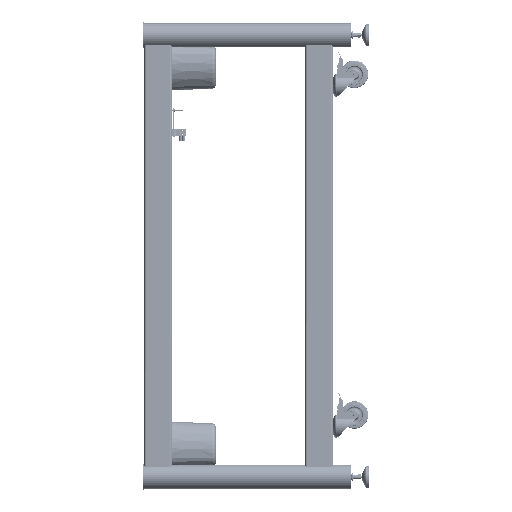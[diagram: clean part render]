
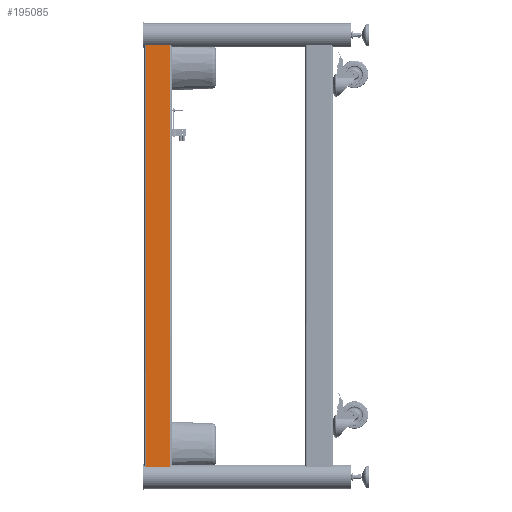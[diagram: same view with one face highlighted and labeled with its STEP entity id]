
A CAD part, left-side view. The second image highlights one B-rep face of the part: STEP entity #195085.
In plain terms, the highlighted planar face has unit normal (-1, 0, 0).
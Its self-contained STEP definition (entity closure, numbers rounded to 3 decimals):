
#18005 = CARTESIAN_POINT ( 'NONE',  ( -1925., 739., 1600. ) ) ;
#18011 = FACE_OUTER_BOUND ( 'NONE', #86784, .T. ) ;
#18012 = PLANE ( 'NONE',  #198056 ) ;
#18018 = DIRECTION ( 'NONE',  ( 1., 0., 0. ) ) ;
#18019 = DIRECTION ( 'NONE',  ( 0., 0., -1. ) ) ;
#83755 = CARTESIAN_POINT ( 'NONE',  ( -1925., 739., 1563.247 ) ) ;
#83847 = CARTESIAN_POINT ( 'NONE',  ( -1925., 653., 1563.247 ) ) ;
#83932 = CARTESIAN_POINT ( 'NONE',  ( -1925., 653., 36.753 ) ) ;
#83960 = CARTESIAN_POINT ( 'NONE',  ( -1925., 739., 36.753 ) ) ;
#86784 = EDGE_LOOP ( 'NONE', ( #94266, #93684, #95532, #170314 ) ) ;
#93684 = ORIENTED_EDGE ( 'NONE', *, *, #194044, .F. ) ;
#94266 = ORIENTED_EDGE ( 'NONE', *, *, #193564, .F. ) ;
#95532 = ORIENTED_EDGE ( 'NONE', *, *, #193610, .F. ) ;
#132157 = VERTEX_POINT ( 'NONE', #83755 ) ;
#132341 = VERTEX_POINT ( 'NONE', #83847 ) ;
#132507 = VERTEX_POINT ( 'NONE', #83932 ) ;
#132564 = VERTEX_POINT ( 'NONE', #83960 ) ;
#170314 = ORIENTED_EDGE ( 'NONE', *, *, #194154, .T. ) ;
#176729 = LINE ( 'NONE', #176749, #177386 ) ;
#176749 = CARTESIAN_POINT ( 'NONE',  ( -1925., 746., 36.753 ) ) ;
#176767 = DIRECTION ( 'NONE',  ( 0., 1., 0. ) ) ;
#176910 = LINE ( 'NONE', #176911, #177403 ) ;
#176911 = CARTESIAN_POINT ( 'NONE',  ( -1925., 746., 1563.247 ) ) ;
#176916 = DIRECTION ( 'NONE',  ( 0., -1., 0. ) ) ;
#177386 = VECTOR ( 'NONE', #176767, 1000. ) ;
#177403 = VECTOR ( 'NONE', #176916, 1000. ) ;
#177828 = VECTOR ( 'NONE', #186995, 1000. ) ;
#177998 = VECTOR ( 'NONE', #188741, 1000. ) ;
#186959 = LINE ( 'NONE', #186963, #177828 ) ;
#186963 = CARTESIAN_POINT ( 'NONE',  ( -1925., 653., 1600. ) ) ;
#186995 = DIRECTION ( 'NONE',  ( 0., 0., -1. ) ) ;
#188733 = LINE ( 'NONE', #188738, #177998 ) ;
#188738 = CARTESIAN_POINT ( 'NONE',  ( -1925., 739., 1600. ) ) ;
#188741 = DIRECTION ( 'NONE',  ( 0., 0., -1. ) ) ;
#193564 = EDGE_CURVE ( 'NONE', #132507, #132564, #176729, .T. ) ;
#193610 = EDGE_CURVE ( 'NONE', #132157, #132341, #176910, .T. ) ;
#194044 = EDGE_CURVE ( 'NONE', #132341, #132507, #186959, .T. ) ;
#194154 = EDGE_CURVE ( 'NONE', #132157, #132564, #188733, .T. ) ;
#195085 = ADVANCED_FACE ( 'NONE', ( #18011 ), #18012, .F. ) ;
#198056 = AXIS2_PLACEMENT_3D ( 'NONE', #18005, #18018, #18019 ) ;
